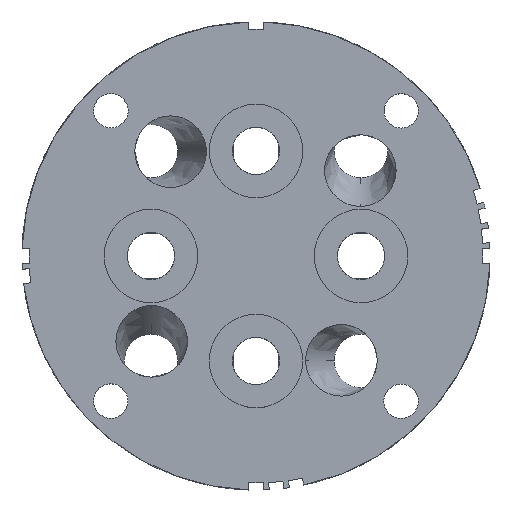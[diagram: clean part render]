
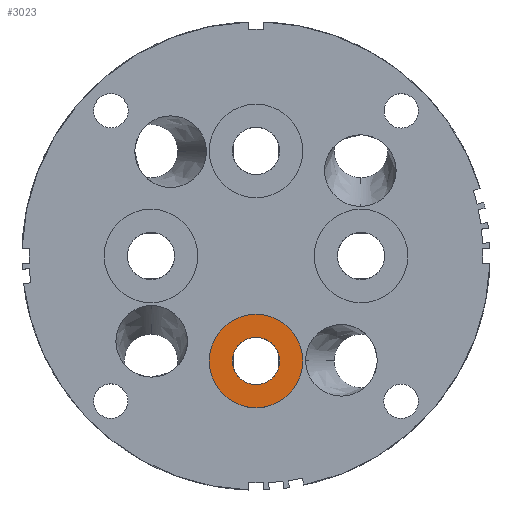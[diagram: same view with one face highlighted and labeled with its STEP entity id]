
A CAD part, top view. The second image highlights one B-rep face of the part: STEP entity #3023.
In plain terms, the highlighted planar face has unit normal (0, 0, 1).
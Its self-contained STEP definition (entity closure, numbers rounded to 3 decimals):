
#118 = FACE_BOUND ( 'NONE', #6452, .T. ) ;
#162 = CIRCLE ( 'NONE', #404, 4.889 ) ;
#250 = DIRECTION ( 'NONE',  ( 0., 0., 1. ) ) ;
#352 = ORIENTED_EDGE ( 'NONE', *, *, #4902, .F. ) ;
#380 = CARTESIAN_POINT ( 'NONE',  ( -4.889, -10.998, 2.667 ) ) ;
#404 = AXIS2_PLACEMENT_3D ( 'NONE', #4449, #7497, #1631 ) ;
#877 = VERTEX_POINT ( 'NONE', #4677 ) ;
#883 = CARTESIAN_POINT ( 'NONE',  ( 2.477, -10.998, 2.667 ) ) ;
#995 = AXIS2_PLACEMENT_3D ( 'NONE', #1371, #2560, #1978 ) ;
#1186 = PLANE ( 'NONE',  #2768 ) ;
#1371 = CARTESIAN_POINT ( 'NONE',  ( 0., -10.998, 2.667 ) ) ;
#1631 = DIRECTION ( 'NONE',  ( 1., 0., 0. ) ) ;
#1978 = DIRECTION ( 'NONE',  ( 1., 0., 0. ) ) ;
#2053 = EDGE_CURVE ( 'NONE', #2723, #5171, #2424, .T. ) ;
#2274 = ORIENTED_EDGE ( 'NONE', *, *, #4366, .T. ) ;
#2381 = DIRECTION ( 'NONE',  ( 1., 0., 0. ) ) ;
#2424 = CIRCLE ( 'NONE', #7172, 2.477 ) ;
#2560 = DIRECTION ( 'NONE',  ( 0., 0., 1. ) ) ;
#2723 = VERTEX_POINT ( 'NONE', #883 ) ;
#2768 = AXIS2_PLACEMENT_3D ( 'NONE', #3022, #4766, #3507 ) ;
#3022 = CARTESIAN_POINT ( 'NONE',  ( 0., -10.998, 2.667 ) ) ;
#3023 = ADVANCED_FACE ( 'NONE', ( #6401, #118 ), #1186, .T. ) ;
#3335 = CARTESIAN_POINT ( 'NONE',  ( 0., -10.998, 2.667 ) ) ;
#3507 = DIRECTION ( 'NONE',  ( 1., 0., 0. ) ) ;
#4037 = CIRCLE ( 'NONE', #6961, 4.889 ) ;
#4366 = EDGE_CURVE ( 'NONE', #877, #4542, #4037, .T. ) ;
#4373 = ORIENTED_EDGE ( 'NONE', *, *, #2053, .F. ) ;
#4449 = CARTESIAN_POINT ( 'NONE',  ( 0., -10.998, 2.667 ) ) ;
#4542 = VERTEX_POINT ( 'NONE', #380 ) ;
#4677 = CARTESIAN_POINT ( 'NONE',  ( 4.889, -10.998, 2.667 ) ) ;
#4698 = CARTESIAN_POINT ( 'NONE',  ( 0., -10.998, 2.667 ) ) ;
#4766 = DIRECTION ( 'NONE',  ( 0., 0., 1. ) ) ;
#4857 = CARTESIAN_POINT ( 'NONE',  ( -2.477, -10.998, 2.667 ) ) ;
#4902 = EDGE_CURVE ( 'NONE', #5171, #2723, #7213, .T. ) ;
#4987 = EDGE_CURVE ( 'NONE', #4542, #877, #162, .T. ) ;
#5171 = VERTEX_POINT ( 'NONE', #4857 ) ;
#5312 = DIRECTION ( 'NONE',  ( 0., 0., 1. ) ) ;
#5478 = ORIENTED_EDGE ( 'NONE', *, *, #4987, .T. ) ;
#6076 = DIRECTION ( 'NONE',  ( 1., 0., 0. ) ) ;
#6401 = FACE_OUTER_BOUND ( 'NONE', #6906, .T. ) ;
#6452 = EDGE_LOOP ( 'NONE', ( #4373, #352 ) ) ;
#6906 = EDGE_LOOP ( 'NONE', ( #5478, #2274 ) ) ;
#6961 = AXIS2_PLACEMENT_3D ( 'NONE', #4698, #5312, #2381 ) ;
#7172 = AXIS2_PLACEMENT_3D ( 'NONE', #3335, #250, #6076 ) ;
#7213 = CIRCLE ( 'NONE', #995, 2.477 ) ;
#7497 = DIRECTION ( 'NONE',  ( 0., 0., 1. ) ) ;
